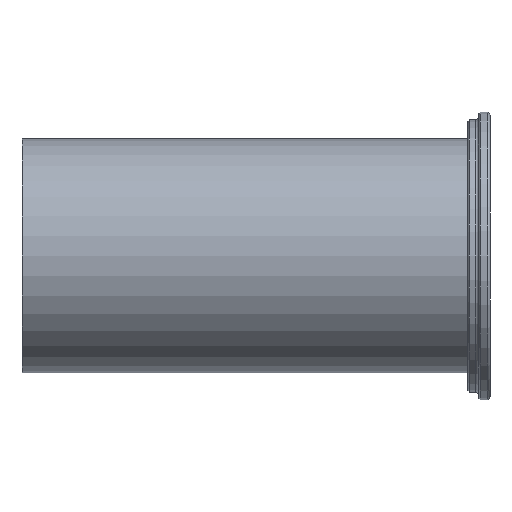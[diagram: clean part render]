
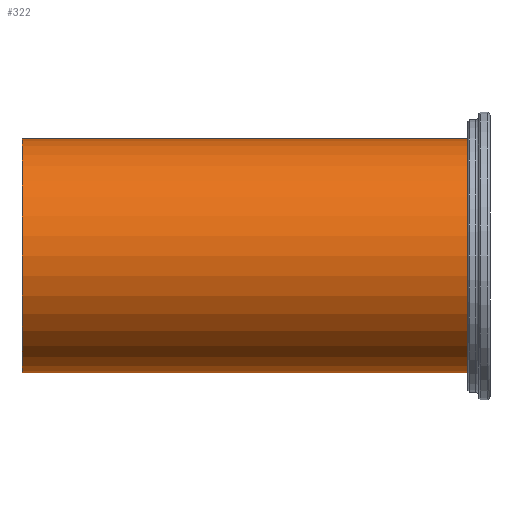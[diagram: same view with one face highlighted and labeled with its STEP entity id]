
A CAD part, front view. The second image highlights one B-rep face of the part: STEP entity #322.
In plain terms, the highlighted cylindrical face has radius 15.875 mm (diameter 31.75 mm), a full revolution.
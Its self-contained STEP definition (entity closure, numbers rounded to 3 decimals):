
#114=FACE_OUTER_BOUND('',#134,.T.);
#134=EDGE_LOOP('',(#297,#298,#299,#300));
#144=LINE('',#593,#154);
#154=VECTOR('',#490,15.875);
#173=CIRCLE('',#375,15.875);
#177=CIRCLE('',#383,15.875);
#199=VERTEX_POINT('',#580);
#201=VERTEX_POINT('',#590);
#229=EDGE_CURVE('',#199,#199,#173,.T.);
#233=EDGE_CURVE('',#201,#201,#177,.T.);
#234=EDGE_CURVE('',#199,#201,#144,.T.);
#297=ORIENTED_EDGE('',*,*,#229,.F.);
#298=ORIENTED_EDGE('',*,*,#234,.T.);
#299=ORIENTED_EDGE('',*,*,#233,.T.);
#300=ORIENTED_EDGE('',*,*,#234,.F.);
#306=CYLINDRICAL_SURFACE('',#384,15.875);
#322=ADVANCED_FACE('',(#114),#306,.T.);
#375=AXIS2_PLACEMENT_3D('',#581,#470,#471);
#383=AXIS2_PLACEMENT_3D('',#591,#486,#487);
#384=AXIS2_PLACEMENT_3D('',#592,#488,#489);
#470=DIRECTION('center_axis',(1.,0.,0.));
#471=DIRECTION('ref_axis',(0.,0.,-1.));
#486=DIRECTION('center_axis',(1.,0.,0.));
#487=DIRECTION('ref_axis',(0.,0.,-1.));
#488=DIRECTION('center_axis',(1.,0.,0.));
#489=DIRECTION('ref_axis',(0.,1.,0.));
#490=DIRECTION('',(-1.,0.,0.));
#580=CARTESIAN_POINT('',(-3.,-15.875,0.));
#581=CARTESIAN_POINT('Origin',(-3.,0.,0.));
#590=CARTESIAN_POINT('',(-63.5,-15.875,0.));
#591=CARTESIAN_POINT('Origin',(-63.5,0.,0.));
#592=CARTESIAN_POINT('Origin',(-33.25,0.,0.));
#593=CARTESIAN_POINT('',(-33.25,-15.875,0.));
